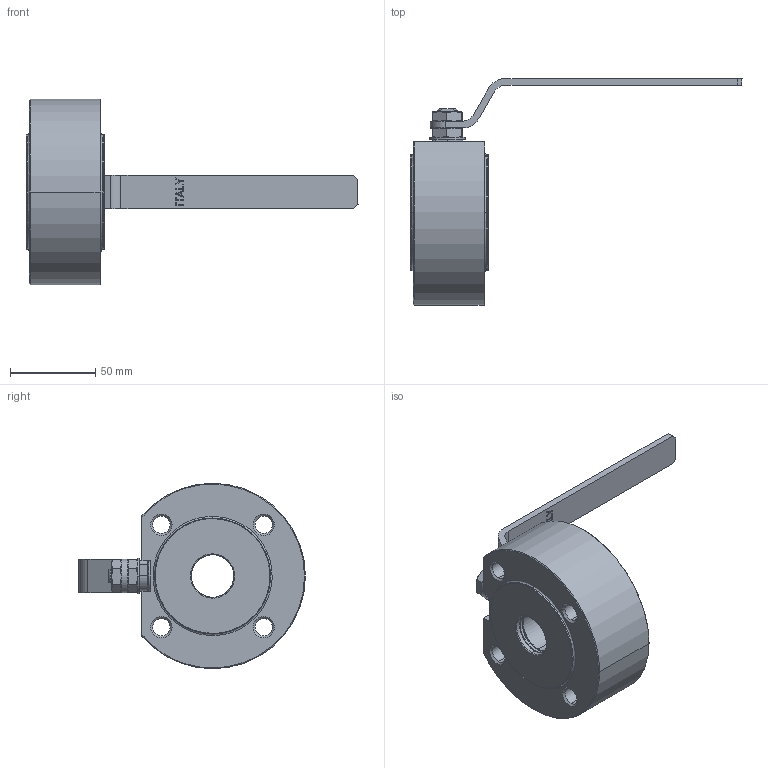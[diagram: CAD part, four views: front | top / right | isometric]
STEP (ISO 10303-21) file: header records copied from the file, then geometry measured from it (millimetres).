
FILE_DESCRIPTION (( 'STEP AP214' ), '1' );
FILE_NAME ('72200006_.STEP', '2009-06-30T12:50:05', ( 'valpress' ), ( 'idem' ), 'SwSTEP 2.0', 'SolidWorks 2008', '' );
FILE_SCHEMA (( 'AUTOMOTIVE_DESIGN' ));
Length unit declared in the file: millimetre
Products named in the file (1): 72200006_
Bounding box: 195 x 133.2 x 109 mm (x, y, z)
Volume: 358929.4 mm3; surface area: 53135.2 mm2
Topology: 1 solids, 1 shells, 320 faces, 842 edges, 526 vertices
Faces by surface type: plane 118, cone 88, cylinder 80, bspline 34
Entity records: 12188 total; most frequent: CARTESIAN_POINT 4565, ORIENTED_EDGE 1660, DIRECTION 1527, EDGE_CURVE 830, AXIS2_PLACEMENT_3D 578, VERTEX_POINT 526, VECTOR 371, LINE 371
